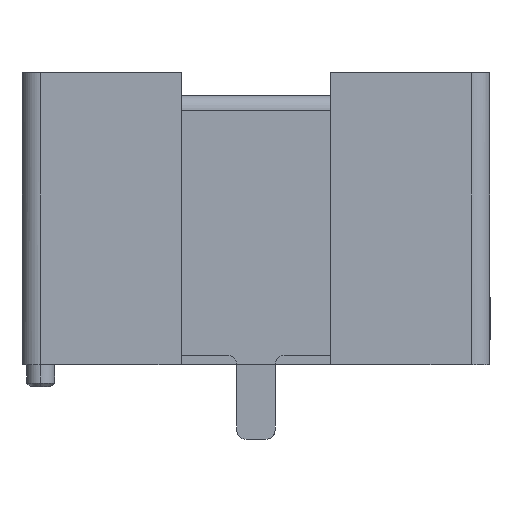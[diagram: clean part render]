
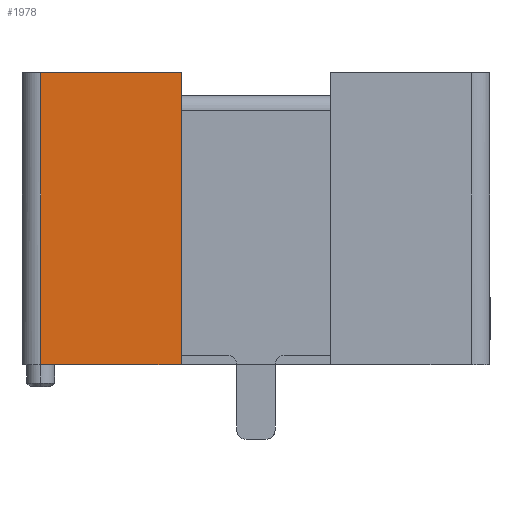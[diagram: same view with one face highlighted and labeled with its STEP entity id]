
A CAD part, left-side view. The second image highlights one B-rep face of the part: STEP entity #1978.
In plain terms, the highlighted free-form (B-spline) face has degree [1, 1] with [2, 2] control points.
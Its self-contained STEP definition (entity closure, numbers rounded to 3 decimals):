
#1978 = ADVANCED_FACE('',(#1979),#2009,.F.);
#1979 = FACE_BOUND('',#1980,.T.);
#1980 = EDGE_LOOP('',(#1981,#1990,#1997,#2004));
#1981 = ORIENTED_EDGE('',*,*,#1982,.F.);
#1982 = EDGE_CURVE('',#1983,#1985,#1987,.T.);
#1983 = VERTEX_POINT('',#1984);
#1984 = CARTESIAN_POINT('',(-41.5,11.505,19.6));
#1985 = VERTEX_POINT('',#1986);
#1986 = CARTESIAN_POINT('',(-41.5,4.005,19.6));
#1987 = B_SPLINE_CURVE_WITH_KNOTS('',1,(#1988,#1989),.UNSPECIFIED.,.F.,
  .F.,(2,2),(1.,8.5),.PIECEWISE_BEZIER_KNOTS.);
#1988 = CARTESIAN_POINT('',(-41.5,11.505,19.6));
#1989 = CARTESIAN_POINT('',(-41.5,4.005,19.6));
#1990 = ORIENTED_EDGE('',*,*,#1991,.T.);
#1991 = EDGE_CURVE('',#1983,#1992,#1994,.T.);
#1992 = VERTEX_POINT('',#1993);
#1993 = CARTESIAN_POINT('',(-41.5,11.505,4.));
#1994 = B_SPLINE_CURVE_WITH_KNOTS('',1,(#1995,#1996),.UNSPECIFIED.,.F.,
  .F.,(2,2),(0.,15.6),.PIECEWISE_BEZIER_KNOTS.);
#1995 = CARTESIAN_POINT('',(-41.5,11.505,19.6));
#1996 = CARTESIAN_POINT('',(-41.5,11.505,4.));
#1997 = ORIENTED_EDGE('',*,*,#1998,.T.);
#1998 = EDGE_CURVE('',#1992,#1999,#2001,.T.);
#1999 = VERTEX_POINT('',#2000);
#2000 = CARTESIAN_POINT('',(-41.5,4.005,4.));
#2001 = B_SPLINE_CURVE_WITH_KNOTS('',1,(#2002,#2003),.UNSPECIFIED.,.F.,
  .F.,(2,2),(1.,8.5),.PIECEWISE_BEZIER_KNOTS.);
#2002 = CARTESIAN_POINT('',(-41.5,11.505,4.));
#2003 = CARTESIAN_POINT('',(-41.5,4.005,4.));
#2004 = ORIENTED_EDGE('',*,*,#2005,.F.);
#2005 = EDGE_CURVE('',#1985,#1999,#2006,.T.);
#2006 = B_SPLINE_CURVE_WITH_KNOTS('',1,(#2007,#2008),.UNSPECIFIED.,.F.,
  .F.,(2,2),(0.,15.6),.PIECEWISE_BEZIER_KNOTS.);
#2007 = CARTESIAN_POINT('',(-41.5,4.005,19.6));
#2008 = CARTESIAN_POINT('',(-41.5,4.005,4.));
#2009 = B_SPLINE_SURFACE_WITH_KNOTS('',1,1,(
    (#2010,#2011)
    ,(#2012,#2013
    )),.UNSPECIFIED.,.F.,.F.,.F.,(2,2),(2,2),(0.,15.6),(-8.5,-1.),
  .PIECEWISE_BEZIER_KNOTS.);
#2010 = CARTESIAN_POINT('',(-41.5,4.005,19.6));
#2011 = CARTESIAN_POINT('',(-41.5,11.505,19.6));
#2012 = CARTESIAN_POINT('',(-41.5,4.005,4.));
#2013 = CARTESIAN_POINT('',(-41.5,11.505,4.));
